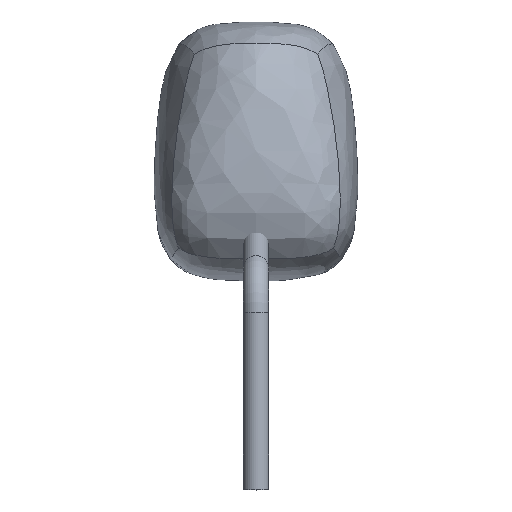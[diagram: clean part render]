
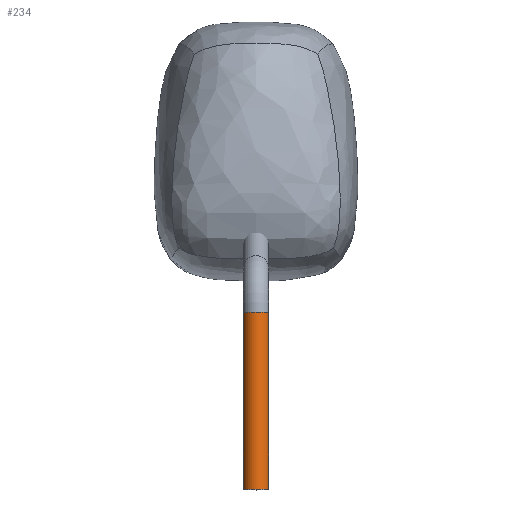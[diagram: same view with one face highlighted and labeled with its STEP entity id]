
A CAD part, top view. The second image highlights one B-rep face of the part: STEP entity #234.
In plain terms, the highlighted cylindrical face has radius 0.15 mm (diameter 0.3 mm), a full revolution.
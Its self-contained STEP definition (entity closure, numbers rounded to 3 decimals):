
#28=LINE('',#1571,#32);
#32=VECTOR('',#343,0.15);
#44=CIRCLE('',#284,0.15);
#45=CIRCLE('',#285,0.15);
#46=CIRCLE('',#287,0.15);
#50=CYLINDRICAL_SURFACE('',#286,0.15);
#74=FACE_OUTER_BOUND('',#90,.T.);
#90=EDGE_LOOP('',(#208,#209,#210,#211,#212));
#122=VERTEX_POINT('',#1564);
#123=VERTEX_POINT('',#1566);
#124=VERTEX_POINT('',#1570);
#151=EDGE_CURVE('',#122,#123,#44,.T.);
#152=EDGE_CURVE('',#123,#122,#45,.T.);
#153=EDGE_CURVE('',#123,#124,#28,.T.);
#154=EDGE_CURVE('',#124,#124,#46,.T.);
#208=ORIENTED_EDGE('',*,*,#152,.F.);
#209=ORIENTED_EDGE('',*,*,#153,.T.);
#210=ORIENTED_EDGE('',*,*,#154,.T.);
#211=ORIENTED_EDGE('',*,*,#153,.F.);
#212=ORIENTED_EDGE('',*,*,#151,.F.);
#234=ADVANCED_FACE('',(#74),#50,.T.);
#284=AXIS2_PLACEMENT_3D('',#1567,#337,#338);
#285=AXIS2_PLACEMENT_3D('',#1568,#339,#340);
#286=AXIS2_PLACEMENT_3D('',#1569,#341,#342);
#287=AXIS2_PLACEMENT_3D('',#1572,#344,#345);
#337=DIRECTION('center_axis',(0.,1.,0.));
#338=DIRECTION('ref_axis',(1.,0.,0.));
#339=DIRECTION('center_axis',(0.,1.,0.));
#340=DIRECTION('ref_axis',(1.,0.,0.));
#341=DIRECTION('center_axis',(0.,1.,0.));
#342=DIRECTION('ref_axis',(1.,0.,0.));
#343=DIRECTION('',(0.,-1.,0.));
#344=DIRECTION('center_axis',(0.,1.,0.));
#345=DIRECTION('ref_axis',(1.,0.,0.));
#1564=CARTESIAN_POINT('',(0.,-0.382,2.65));
#1566=CARTESIAN_POINT('',(-0.15,-0.382,2.8));
#1567=CARTESIAN_POINT('Origin',(0.,-0.382,
2.8));
#1568=CARTESIAN_POINT('Origin',(0.,-0.382,
2.8));
#1569=CARTESIAN_POINT('Origin',(0.,-2.5,2.8));
#1570=CARTESIAN_POINT('',(-0.15,-2.5,2.8));
#1571=CARTESIAN_POINT('',(-0.15,-2.5,2.8));
#1572=CARTESIAN_POINT('Origin',(0.,-2.5,2.8));
